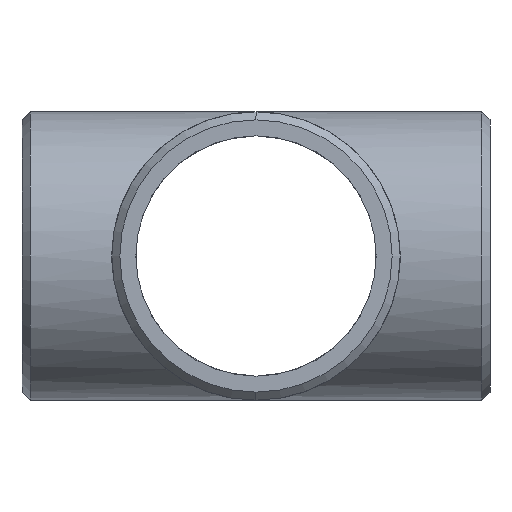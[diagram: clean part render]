
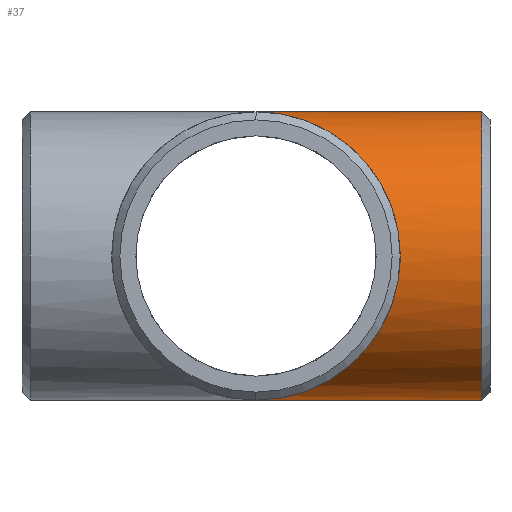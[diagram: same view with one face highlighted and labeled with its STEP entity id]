
A CAD part, left-side view. The second image highlights one B-rep face of the part: STEP entity #37.
In plain terms, the highlighted cylindrical face has radius 109.537 mm (diameter 219.075 mm), a partial arc.
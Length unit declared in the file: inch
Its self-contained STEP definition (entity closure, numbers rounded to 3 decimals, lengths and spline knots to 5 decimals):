
#25 = CARTESIAN_POINT ( 'NONE',  ( -8.625, -8.625, -4.3125 ) ) ;
#26 = CARTESIAN_POINT ( 'NONE',  ( 0., -6.76033, 0. ) ) ;
#28 = CARTESIAN_POINT ( 'NONE',  ( 0., -7., 4.3125 ) ) ;
#37 = ADVANCED_FACE ( 'NONE', ( #540 ), #790, .T. ) ;
#70 = CARTESIAN_POINT ( 'NONE',  ( 0., -7., -4.3125 ) ) ;
#84 = DIRECTION ( 'NONE',  ( 0., 1., 0. ) ) ;
#85 = CIRCLE ( 'NONE', #749, 4.3125 ) ;
#91 = VERTEX_POINT ( 'NONE', #188 ) ;
#94 = CARTESIAN_POINT ( 'NONE',  ( 0., 0., 4.3125 ) ) ;
#103 = VERTEX_POINT ( 'NONE', #131 ) ;
#121 = CARTESIAN_POINT ( 'NONE',  ( 0., -7., 0. ) ) ;
#131 = CARTESIAN_POINT ( 'NONE',  ( 0., -6.76033, -4.3125 ) ) ;
#172 = DIRECTION ( 'NONE',  ( 0., 0., -1. ) ) ;
#188 = CARTESIAN_POINT ( 'NONE',  ( 0., 0., -4.3125 ) ) ;
#191 = VECTOR ( 'NONE', #437, 39.37008 ) ;
#207 = EDGE_CURVE ( 'NONE', #103, #91, #497, .T. ) ;
#263 = ORIENTED_EDGE ( 'NONE', *, *, #645, .F. ) ;
#271 = DIRECTION ( 'NONE',  ( 0., 1., 0. ) ) ;
#353 = EDGE_CURVE ( 'NONE', #103, #360, #85, .T. ) ;
#360 = VERTEX_POINT ( 'NONE', #647 ) ;
#373 = CARTESIAN_POINT ( 'NONE',  ( 0., 0., 4.3125 ) ) ;
#389 = CARTESIAN_POINT ( 'NONE',  ( -8.625, -8.625, 4.3125 ) ) ;
#426 = AXIS2_PLACEMENT_3D ( 'NONE', #121, #480, #172 ) ;
#437 = DIRECTION ( 'NONE',  ( 0., 1., 0. ) ) ;
#458 = DIRECTION ( 'NONE',  ( 0., 0., -1. ) ) ;
#468 = LINE ( 'NONE', #28, #588 ) ;
#475 = ORIENTED_EDGE ( 'NONE', *, *, #207, .F. ) ;
#480 = DIRECTION ( 'NONE',  ( 0., 1., 0. ) ) ;
#489 = ORIENTED_EDGE ( 'NONE', *, *, #353, .T. ) ;
#497 = LINE ( 'NONE', #70, #191 ) ;
#540 = FACE_OUTER_BOUND ( 'NONE', #794, .T. ) ;
#586 =( BOUNDED_CURVE ( )  B_SPLINE_CURVE ( 3, ( #775, #25, #389, #94 ),
 .UNSPECIFIED., .F., .T. ) 
 B_SPLINE_CURVE_WITH_KNOTS ( ( 4, 4 ),
 ( 4.71239, 7.85398 ),
 .UNSPECIFIED. ) 
 CURVE ( )  GEOMETRIC_REPRESENTATION_ITEM ( )  RATIONAL_B_SPLINE_CURVE ( ( 1., 0.333, 0.333, 1. ) ) 
 REPRESENTATION_ITEM ( '' )  );
#588 = VECTOR ( 'NONE', #84, 39.37008 ) ;
#599 = VERTEX_POINT ( 'NONE', #373 ) ;
#645 = EDGE_CURVE ( 'NONE', #91, #599, #586, .T. ) ;
#647 = CARTESIAN_POINT ( 'NONE',  ( 0., -6.76033, 4.3125 ) ) ;
#669 = ORIENTED_EDGE ( 'NONE', *, *, #694, .T. ) ;
#694 = EDGE_CURVE ( 'NONE', #360, #599, #468, .T. ) ;
#749 = AXIS2_PLACEMENT_3D ( 'NONE', #26, #271, #458 ) ;
#775 = CARTESIAN_POINT ( 'NONE',  ( 0., 0., -4.3125 ) ) ;
#790 = CYLINDRICAL_SURFACE ( 'NONE', #426, 4.3125 ) ;
#794 = EDGE_LOOP ( 'NONE', ( #489, #669, #263, #475 ) ) ;
